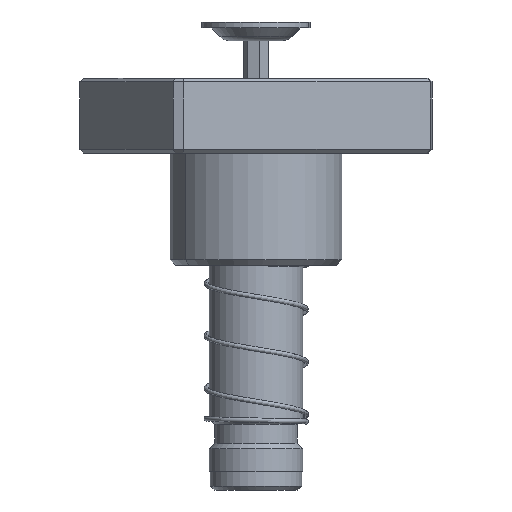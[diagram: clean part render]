
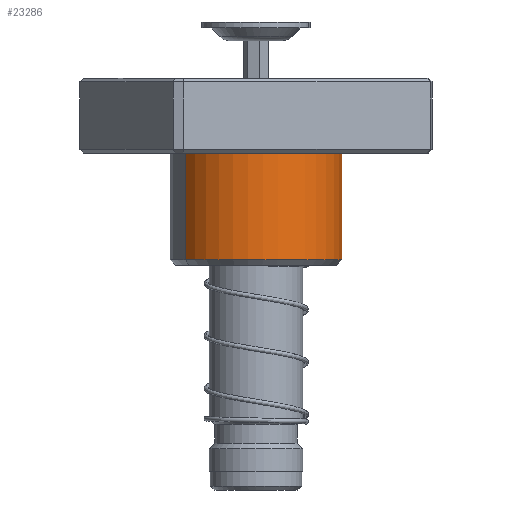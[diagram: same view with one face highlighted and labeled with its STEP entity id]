
A CAD part, front view. The second image highlights one B-rep face of the part: STEP entity #23286.
In plain terms, the highlighted cylindrical face has radius 23 mm (diameter 46 mm), a partial arc.
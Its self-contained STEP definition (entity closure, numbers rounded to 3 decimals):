
#2148 = DIRECTION ( 'NONE',  ( 0., 0., 1. ) ) ;
#3384 = EDGE_LOOP ( 'NONE', ( #27520, #39598, #37830, #19201, #38653 ) ) ;
#3397 = CARTESIAN_POINT ( 'NONE',  ( -23., 0., 20. ) ) ;
#4192 = CARTESIAN_POINT ( 'NONE',  ( 0., 0., 48.5 ) ) ;
#4854 = CARTESIAN_POINT ( 'NONE',  ( -23., 0., 48.5 ) ) ;
#4921 = AXIS2_PLACEMENT_3D ( 'NONE', #31513, #10920, #14267 ) ;
#6375 = CARTESIAN_POINT ( 'NONE',  ( 23., 0., 20. ) ) ;
#6896 = EDGE_CURVE ( 'NONE', #19202, #35394, #23541, .T. ) ;
#7077 = CIRCLE ( 'NONE', #29966, 23. ) ;
#8692 = CARTESIAN_POINT ( 'NONE',  ( 0., 0., 20. ) ) ;
#8832 = CYLINDRICAL_SURFACE ( 'NONE', #26333, 23. ) ;
#10920 = DIRECTION ( 'NONE',  ( 0., 0., 1. ) ) ;
#11945 = DIRECTION ( 'NONE',  ( 0., 0., -1. ) ) ;
#12129 = FACE_OUTER_BOUND ( 'NONE', #3384, .T. ) ;
#12172 = VERTEX_POINT ( 'NONE', #3397 ) ;
#12217 = DIRECTION ( 'NONE',  ( 1., 0., 0. ) ) ;
#14209 = VECTOR ( 'NONE', #11945, 1000. ) ;
#14267 = DIRECTION ( 'NONE',  ( 1., 0., 0. ) ) ;
#14292 = EDGE_CURVE ( 'NONE', #28540, #12172, #29223, .T. ) ;
#15210 = DIRECTION ( 'NONE',  ( 0., 0., -1. ) ) ;
#17482 = DIRECTION ( 'NONE',  ( -1., 0., 0. ) ) ;
#17933 = AXIS2_PLACEMENT_3D ( 'NONE', #8692, #2148, #12217 ) ;
#18734 = CARTESIAN_POINT ( 'NONE',  ( -23., 0., 50. ) ) ;
#19010 = EDGE_CURVE ( 'NONE', #12172, #23109, #33498, .T. ) ;
#19201 = ORIENTED_EDGE ( 'NONE', *, *, #19010, .T. ) ;
#19202 = VERTEX_POINT ( 'NONE', #26314 ) ;
#23109 = VERTEX_POINT ( 'NONE', #27287 ) ;
#23286 = ADVANCED_FACE ( 'NONE', ( #12129 ), #8832, .T. ) ;
#23541 = LINE ( 'NONE', #39559, #14209 ) ;
#24826 = CARTESIAN_POINT ( 'NONE',  ( 0., 0., 50. ) ) ;
#26314 = CARTESIAN_POINT ( 'NONE',  ( 23., 0., 48.5 ) ) ;
#26333 = AXIS2_PLACEMENT_3D ( 'NONE', #24826, #38388, #17482 ) ;
#27287 = CARTESIAN_POINT ( 'NONE',  ( 0., -23., 20. ) ) ;
#27520 = ORIENTED_EDGE ( 'NONE', *, *, #6896, .F. ) ;
#28540 = VERTEX_POINT ( 'NONE', #4854 ) ;
#28631 = DIRECTION ( 'NONE',  ( 1., 0., 0. ) ) ;
#29223 = LINE ( 'NONE', #18734, #31429 ) ;
#29966 = AXIS2_PLACEMENT_3D ( 'NONE', #4192, #32430, #28631 ) ;
#31429 = VECTOR ( 'NONE', #15210, 1000. ) ;
#31513 = CARTESIAN_POINT ( 'NONE',  ( 0., 0., 20. ) ) ;
#32430 = DIRECTION ( 'NONE',  ( 0., 0., -1. ) ) ;
#33498 = CIRCLE ( 'NONE', #4921, 23. ) ;
#35394 = VERTEX_POINT ( 'NONE', #6375 ) ;
#37830 = ORIENTED_EDGE ( 'NONE', *, *, #14292, .T. ) ;
#38388 = DIRECTION ( 'NONE',  ( 0., 0., -1. ) ) ;
#38653 = ORIENTED_EDGE ( 'NONE', *, *, #42718, .T. ) ;
#39559 = CARTESIAN_POINT ( 'NONE',  ( 23., 0., 50. ) ) ;
#39598 = ORIENTED_EDGE ( 'NONE', *, *, #44994, .T. ) ;
#40932 = CIRCLE ( 'NONE', #17933, 23. ) ;
#42718 = EDGE_CURVE ( 'NONE', #23109, #35394, #40932, .T. ) ;
#44994 = EDGE_CURVE ( 'NONE', #19202, #28540, #7077, .T. ) ;
